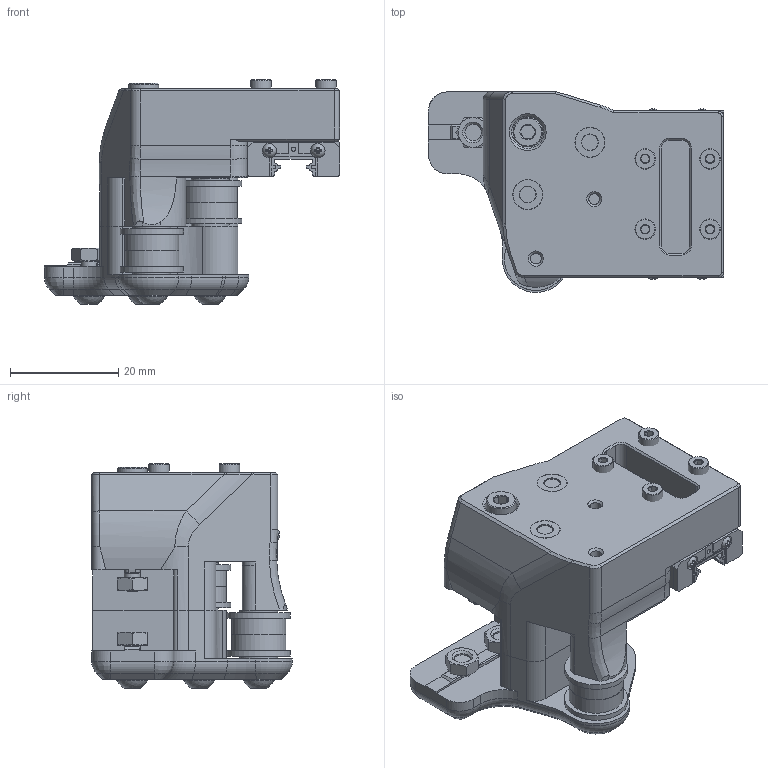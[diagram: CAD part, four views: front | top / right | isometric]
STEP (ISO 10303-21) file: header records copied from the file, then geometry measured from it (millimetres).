
FILE_DESCRIPTION(/* description */ (''),/* implementation_level */ '2;1');
FILE_NAME(/* name */ 'XY-Joint_Left.step',/* time_stamp */ '2022-03-22T12:34:57+01:00',/* author */ (''),/* organization */ (''),/* preprocessor_version */ 'ST-DEVELOPER v18.1',/* originating_system */ 'Autodesk Translation Framework v10.13.0.1454',/* authorisation */ '');
FILE_SCHEMA (('AUTOMOTIVE_DESIGN { 1 0 10303 214 3 1 1 }'));
Length unit declared in the file: millimetre
Products named in the file (17): XY Joint Left; XY Joint - Right (1); MGN7-H-1 (3) (1); f623_stack v1 (1) (2); f623-rs (1) (2); M3 washer-1 (1) (4) (1); f623_stack v1 (2); f623-rs (2); M3 washer-1 (2); Hardware (4) (1); M3x8 BHCS (2); M3x35 SHCS (1) (1); M2x12 SHCS v1 v1 (1); M3 Threaded Insert Short.step v1 (11) (1); M3x25 BHCS v2 (3); M3x20 SHCS v1 (1) (2); M3_Hex_Nut v1 (18) (1)
Assembly tree (29 placements, depth 3):
  XY Joint Left
    XY Joint - Right (1)
      MGN7-H-1 (3) (1)
    f623_stack v1 (1) (2)
      f623-rs (1) (2)  x2
      M3 washer-1 (1) (4) (1)  x2
    f623_stack v1 (2)
      f623-rs (2)  x2
      M3 washer-1 (2)  x2
    Hardware (4) (1)
      M3x8 BHCS (2)  x2
      M3x35 SHCS (1) (1)  x2
      M3 Threaded Insert Short.step v1 (11) (1)  x2
      M2x12 SHCS v1 v1 (1)  x4
      M3x25 BHCS v2 (3)  x2
      M3x20 SHCS v1 (1) (2)
      M3_Hex_Nut v1 (18) (1)  x3
Bounding box: 54.59 x 37.1 x 41.45 mm (x, y, z)
Volume: 31484.4 mm3; surface area: 19236.2 mm2
Topology: 39 solids, 39 shells, 1344 faces, 3373 edges, 2143 vertices
Faces by surface type: plane 489, cylinder 328, bspline 313, cone 183, torus 23, sphere 8
Full cylindrical faces by diameter (mm): 0.8 x4, 2 x10, 2.4 x4, 2.659 x4, 3 x16, 3.2 x7, 3.4 x8, 3.8 x4, 4.7 x2, 5.05 x2, 5.16 x2, 5.5 x3, 5.56 x2, 5.7 x4, 6 x3, 6.06 x8, 6.94 x8, 7 x4, 10 x4, 11.7 x4
Entity records: 30833 total; most frequent: CARTESIAN_POINT 8441, ORIENTED_EDGE 4658, DIRECTION 4598, EDGE_CURVE 2329, AXIS2_PLACEMENT_3D 1668, VERTEX_POINT 1483, LINE 1262, VECTOR 1262
